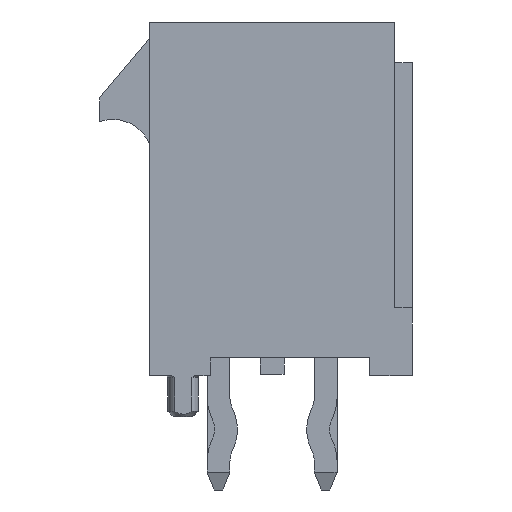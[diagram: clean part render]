
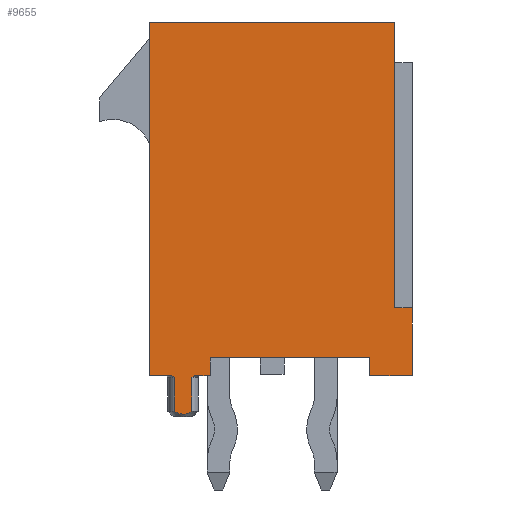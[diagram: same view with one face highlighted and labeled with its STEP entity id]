
A CAD part, front view. The second image highlights one B-rep face of the part: STEP entity #9655.
In plain terms, the highlighted planar face has unit normal (0, -1, 0).
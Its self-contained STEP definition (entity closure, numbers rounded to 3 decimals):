
#117=B_SPLINE_CURVE_WITH_KNOTS('',3,(#14709,#14710,#14711,#14712,#14713),
 .UNSPECIFIED.,.F.,.F.,(4,1,4),(0.,0.,
0.001),.UNSPECIFIED.);
#118=B_SPLINE_CURVE_WITH_KNOTS('',3,(#14717,#14718,#14719,#14720),
 .UNSPECIFIED.,.F.,.F.,(4,4),(0.,0.),
 .UNSPECIFIED.);
#119=B_SPLINE_CURVE_WITH_KNOTS('',3,(#14727,#14728,#14729,#14730),
 .UNSPECIFIED.,.F.,.F.,(4,4),(0.,0.),.UNSPECIFIED.);
#1512=ORIENTED_EDGE('',*,*,#3947,.F.);
#1513=ORIENTED_EDGE('',*,*,#3948,.T.);
#1514=ORIENTED_EDGE('',*,*,#3949,.T.);
#1515=ORIENTED_EDGE('',*,*,#3950,.T.);
#1516=ORIENTED_EDGE('',*,*,#3676,.F.);
#1517=ORIENTED_EDGE('',*,*,#3951,.T.);
#1518=ORIENTED_EDGE('',*,*,#3873,.T.);
#1519=ORIENTED_EDGE('',*,*,#3952,.T.);
#1520=ORIENTED_EDGE('',*,*,#3938,.F.);
#1521=ORIENTED_EDGE('',*,*,#3953,.T.);
#1522=ORIENTED_EDGE('',*,*,#3954,.T.);
#1523=ORIENTED_EDGE('',*,*,#3514,.F.);
#1524=ORIENTED_EDGE('',*,*,#3589,.F.);
#1525=ORIENTED_EDGE('',*,*,#3955,.F.);
#1526=ORIENTED_EDGE('',*,*,#3682,.F.);
#1527=ORIENTED_EDGE('',*,*,#3956,.T.);
#3514=EDGE_CURVE('',#4865,#4866,#5857,.T.);
#3589=EDGE_CURVE('',#4927,#4865,#5932,.T.);
#3676=EDGE_CURVE('',#5013,#5014,#6019,.T.);
#3682=EDGE_CURVE('',#5019,#5020,#6023,.T.);
#3873=EDGE_CURVE('',#5112,#5111,#6214,.T.);
#3938=EDGE_CURVE('',#5125,#5126,#6279,.T.);
#3947=EDGE_CURVE('',#5131,#5132,#6288,.T.);
#3948=EDGE_CURVE('',#5131,#5133,#117,.T.);
#3949=EDGE_CURVE('',#5133,#5134,#6289,.T.);
#3950=EDGE_CURVE('',#5134,#5014,#118,.T.);
#3951=EDGE_CURVE('',#5013,#5112,#6290,.T.);
#3952=EDGE_CURVE('',#5111,#5126,#6291,.T.);
#3953=EDGE_CURVE('',#5125,#5135,#6292,.T.);
#3954=EDGE_CURVE('',#5135,#4866,#6293,.T.);
#3955=EDGE_CURVE('',#5020,#4927,#6294,.T.);
#3956=EDGE_CURVE('',#5019,#5132,#119,.T.);
#4865=VERTEX_POINT('',#13885);
#4866=VERTEX_POINT('',#13887);
#4927=VERTEX_POINT('',#14032);
#5013=VERTEX_POINT('',#14207);
#5014=VERTEX_POINT('',#14208);
#5019=VERTEX_POINT('',#14219);
#5020=VERTEX_POINT('',#14221);
#5111=VERTEX_POINT('',#14569);
#5112=VERTEX_POINT('',#14571);
#5125=VERTEX_POINT('',#14689);
#5126=VERTEX_POINT('',#14691);
#5131=VERTEX_POINT('',#14707);
#5132=VERTEX_POINT('',#14708);
#5133=VERTEX_POINT('',#14714);
#5134=VERTEX_POINT('',#14716);
#5135=VERTEX_POINT('',#14724);
#5857=LINE('',#13886,#7224);
#5932=LINE('',#14033,#7299);
#6019=LINE('',#14206,#7386);
#6023=LINE('',#14220,#7390);
#6214=LINE('',#14570,#7581);
#6279=LINE('',#14690,#7646);
#6288=LINE('',#14706,#7655);
#6289=LINE('',#14715,#7656);
#6290=LINE('',#14721,#7657);
#6291=LINE('',#14722,#7658);
#6292=LINE('',#14723,#7659);
#6293=LINE('',#14725,#7660);
#6294=LINE('',#14726,#7661);
#7224=VECTOR('',#11119,1000.);
#7299=VECTOR('',#11214,1000.);
#7386=VECTOR('',#11303,1000.);
#7390=VECTOR('',#11313,1000.);
#7581=VECTOR('',#11638,1000.);
#7646=VECTOR('',#11785,1000.);
#7655=VECTOR('',#11798,1000.);
#7656=VECTOR('',#11799,1000.);
#7657=VECTOR('',#11800,1000.);
#7658=VECTOR('',#11801,1000.);
#7659=VECTOR('',#11802,1000.);
#7660=VECTOR('',#11803,1000.);
#7661=VECTOR('',#11804,1000.);
#8266=EDGE_LOOP('',(#1512,#1513,#1514,#1515,#1516,#1517,#1518,#1519,#1520,
#1521,#1522,#1523,#1524,#1525,#1526,#1527));
#8753=FACE_BOUND('',#8266,.T.);
#9222=PLANE('',#10147);
#9655=ADVANCED_FACE('',(#8753),#9222,.F.);
#10147=AXIS2_PLACEMENT_3D('',#14705,#11796,#11797);
#11119=DIRECTION('',(0.,0.,-1.));
#11214=DIRECTION('',(1.,0.,0.));
#11303=DIRECTION('',(-1.,0.,0.));
#11313=DIRECTION('',(-1.,0.,0.));
#11638=DIRECTION('',(1.,0.,0.));
#11785=DIRECTION('',(-1.,0.,0.));
#11796=DIRECTION('',(0.,1.,0.));
#11797=DIRECTION('',(0.,0.,1.));
#11798=DIRECTION('',(0.,0.,1.));
#11799=DIRECTION('',(0.,0.,1.));
#11800=DIRECTION('',(0.,0.,1.));
#11801=DIRECTION('',(0.,0.,-1.));
#11802=DIRECTION('',(0.,0.,1.));
#11803=DIRECTION('',(-1.,0.,0.));
#11804=DIRECTION('',(0.,0.,1.));
#13885=CARTESIAN_POINT('',(3.43,-13.85,4.95));
#13886=CARTESIAN_POINT('',(3.43,-13.85,4.95));
#13887=CARTESIAN_POINT('',(3.43,-13.85,-3.05));
#14032=CARTESIAN_POINT('',(-3.43,-13.85,4.95));
#14033=CARTESIAN_POINT('',(-3.43,-13.85,4.95));
#14206=CARTESIAN_POINT('',(3.43,-13.85,-4.95));
#14207=CARTESIAN_POINT('',(-1.73,-13.85,-4.95));
#14208=CARTESIAN_POINT('',(-2.169,-13.85,-4.95));
#14219=CARTESIAN_POINT('',(-2.811,-13.85,-4.95));
#14220=CARTESIAN_POINT('',(3.43,-13.85,-4.95));
#14221=CARTESIAN_POINT('',(-3.43,-13.85,-4.95));
#14569=CARTESIAN_POINT('',(2.73,-13.85,-4.45));
#14570=CARTESIAN_POINT('',(-2.73,-13.85,-4.45));
#14571=CARTESIAN_POINT('',(-1.73,-13.85,-4.45));
#14689=CARTESIAN_POINT('',(3.93,-13.85,-4.95));
#14690=CARTESIAN_POINT('',(3.43,-13.85,-4.95));
#14691=CARTESIAN_POINT('',(2.73,-13.85,-4.95));
#14705=CARTESIAN_POINT('',(0.,-13.85,0.));
#14706=CARTESIAN_POINT('',(-2.731,-13.85,-6.1));
#14707=CARTESIAN_POINT('',(-2.731,-13.85,-5.95));
#14708=CARTESIAN_POINT('',(-2.731,-13.85,-5.));
#14709=CARTESIAN_POINT('',(-2.731,-13.85,-5.95));
#14710=CARTESIAN_POINT('',(-2.657,-13.85,-5.992));
#14711=CARTESIAN_POINT('',(-2.491,-13.85,-6.058));
#14712=CARTESIAN_POINT('',(-2.323,-13.85,-5.992));
#14713=CARTESIAN_POINT('',(-2.249,-13.85,-5.95));
#14714=CARTESIAN_POINT('',(-2.249,-13.85,-5.95));
#14715=CARTESIAN_POINT('',(-2.249,-13.85,-6.1));
#14716=CARTESIAN_POINT('',(-2.249,-13.85,-5.));
#14717=CARTESIAN_POINT('',(-2.249,-13.85,-5.));
#14718=CARTESIAN_POINT('',(-2.222,-13.85,-4.984));
#14719=CARTESIAN_POINT('',(-2.195,-13.85,-4.968));
#14720=CARTESIAN_POINT('',(-2.169,-13.85,-4.95));
#14721=CARTESIAN_POINT('',(-1.73,-13.85,-4.95));
#14722=CARTESIAN_POINT('',(2.73,-13.85,-4.45));
#14723=CARTESIAN_POINT('',(3.93,-13.85,-4.95));
#14724=CARTESIAN_POINT('',(3.93,-13.85,-3.05));
#14725=CARTESIAN_POINT('',(3.93,-13.85,-3.05));
#14726=CARTESIAN_POINT('',(-3.43,-13.85,-4.95));
#14727=CARTESIAN_POINT('',(-2.811,-13.85,-4.95));
#14728=CARTESIAN_POINT('',(-2.785,-13.85,-4.968));
#14729=CARTESIAN_POINT('',(-2.758,-13.85,-4.984));
#14730=CARTESIAN_POINT('',(-2.731,-13.85,-5.));
